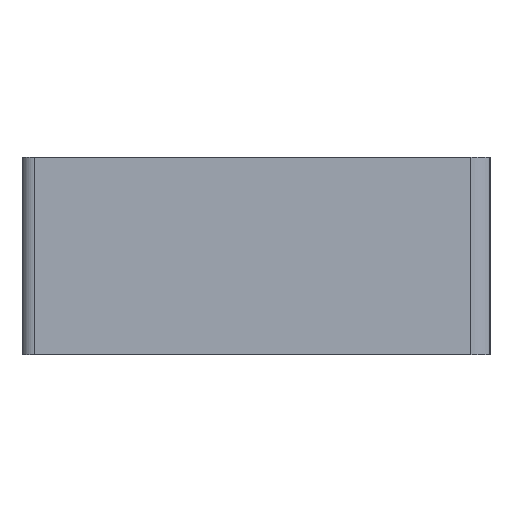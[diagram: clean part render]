
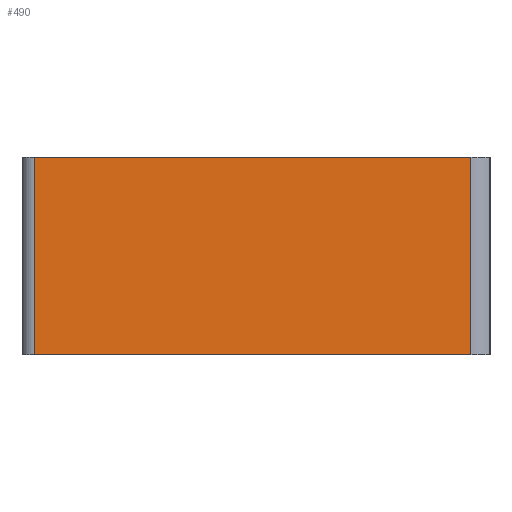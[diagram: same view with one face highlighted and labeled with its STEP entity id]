
A CAD part, front view. The second image highlights one B-rep face of the part: STEP entity #490.
In plain terms, the highlighted planar face has unit normal (0.052, -0.999, 0).
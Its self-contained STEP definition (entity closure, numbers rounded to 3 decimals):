
#3 = DIRECTION ( 'NONE',  ( -0.999, -0.052, 0. ) ) ;
#7 = DIRECTION ( 'NONE',  ( 0., 0., -1. ) ) ;
#28 = VECTOR ( 'NONE', #3, 1000. ) ;
#39 = FACE_OUTER_BOUND ( 'NONE', #680, .T. ) ;
#60 = AXIS2_PLACEMENT_3D ( 'NONE', #616, #514, #77 ) ;
#77 = DIRECTION ( 'NONE',  ( 0.999, 0.052, 0. ) ) ;
#92 = CARTESIAN_POINT ( 'NONE',  ( 1.094, -106.548, -15. ) ) ;
#153 = CARTESIAN_POINT ( 'NONE',  ( 67.503, -103.067, -15. ) ) ;
#160 = ORIENTED_EDGE ( 'NONE', *, *, #415, .F. ) ;
#197 = CARTESIAN_POINT ( 'NONE',  ( 67.503, -103.067, 15. ) ) ;
#202 = VECTOR ( 'NONE', #721, 1000. ) ;
#218 = VERTEX_POINT ( 'NONE', #153 ) ;
#224 = LINE ( 'NONE', #197, #202 ) ;
#261 = VECTOR ( 'NONE', #7, 1000. ) ;
#309 = VECTOR ( 'NONE', #553, 1000. ) ;
#357 = CARTESIAN_POINT ( 'NONE',  ( 1.094, -106.548, 15. ) ) ;
#371 = ORIENTED_EDGE ( 'NONE', *, *, #454, .T. ) ;
#402 = EDGE_CURVE ( 'NONE', #564, #218, #224, .T. ) ;
#415 = EDGE_CURVE ( 'NONE', #218, #718, #685, .T. ) ;
#433 = CARTESIAN_POINT ( 'NONE',  ( 1.094, -106.548, -15. ) ) ;
#435 = EDGE_CURVE ( 'NONE', #564, #578, #669, .T. ) ;
#454 = EDGE_CURVE ( 'NONE', #578, #718, #634, .T. ) ;
#460 = CARTESIAN_POINT ( 'NONE',  ( 67.503, -103.067, 15. ) ) ;
#486 = ORIENTED_EDGE ( 'NONE', *, *, #402, .F. ) ;
#490 = ADVANCED_FACE ( 'NONE', ( #39 ), #732, .T. ) ;
#514 = DIRECTION ( 'NONE',  ( 0.052, -0.999, 0. ) ) ;
#553 = DIRECTION ( 'NONE',  ( -0.999, -0.052, 0. ) ) ;
#564 = VERTEX_POINT ( 'NONE', #460 ) ;
#578 = VERTEX_POINT ( 'NONE', #738 ) ;
#616 = CARTESIAN_POINT ( 'NONE',  ( 1.094, -106.548, 15. ) ) ;
#634 = LINE ( 'NONE', #357, #261 ) ;
#655 = ORIENTED_EDGE ( 'NONE', *, *, #435, .T. ) ;
#669 = LINE ( 'NONE', #724, #309 ) ;
#680 = EDGE_LOOP ( 'NONE', ( #160, #486, #655, #371 ) ) ;
#685 = LINE ( 'NONE', #433, #28 ) ;
#718 = VERTEX_POINT ( 'NONE', #92 ) ;
#721 = DIRECTION ( 'NONE',  ( 0., 0., -1. ) ) ;
#724 = CARTESIAN_POINT ( 'NONE',  ( 1.094, -106.548, 15. ) ) ;
#732 = PLANE ( 'NONE',  #60 ) ;
#738 = CARTESIAN_POINT ( 'NONE',  ( 1.094, -106.548, 15. ) ) ;
